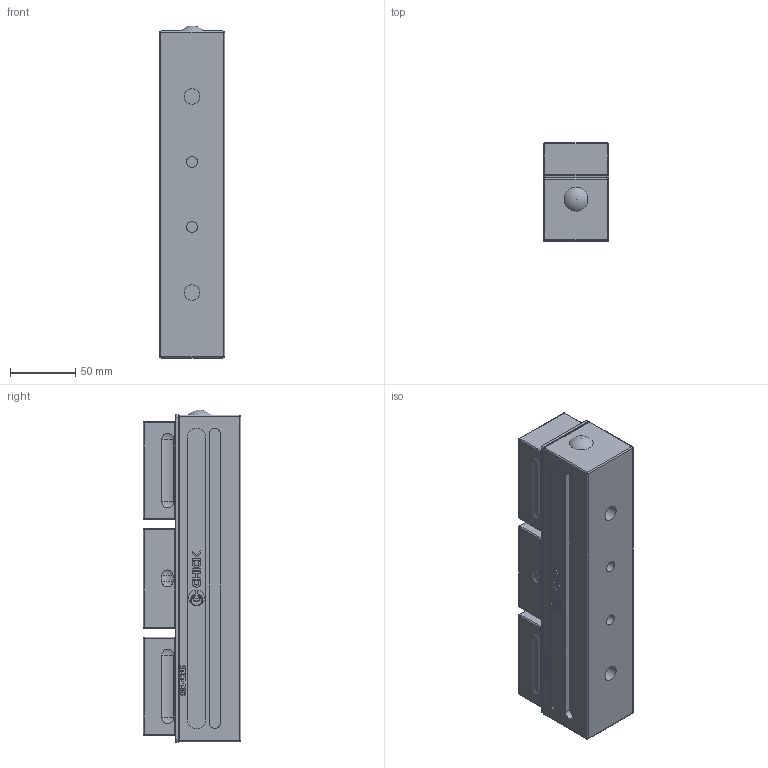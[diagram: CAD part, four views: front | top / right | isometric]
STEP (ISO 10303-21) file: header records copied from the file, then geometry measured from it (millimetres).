
FILE_DESCRIPTION((''),'2;1');
FILE_NAME('081-1205.stp','2015-03-12T12:37:03',('Dayne Stauffer'),(''),'Autodesk Inventor 2013','Autodesk Inventor 2013','');
FILE_SCHEMA(('AUTOMOTIVE_DESIGN { 1 0 10303 214 1 1 1 1 }'));
Length unit declared in the file: millimetre
Products named in the file (6): 081-1205; 5BAS0525-AL; 5CP0525-ST; 080-2505; 080-2553; 080-2511
Assembly tree (6 placements, depth 3):
  081-1205
    5BAS0525-AL
    5CP0525-ST
    080-2505
      080-2553
      080-2511  x2
Bounding box: 50.4 x 75 x 254.2 mm (x, y, z)
Volume: 727471.6 mm3; surface area: 146836.4 mm2
Topology: 5 solids, 11 shells, 788 faces, 1959 edges, 1252 vertices
Faces by surface type: plane 371, bspline 192, cylinder 150, sphere 45, torus 20, cone 10
Full cylindrical faces by diameter (mm): 4.134 x6, 5.2 x2, 8.5 x2, 9.14 x2, 9.65 x4, 10 x8, 12.03 x2, 12.7 x6, 14 x8
Entity records: 23394 total; most frequent: CARTESIAN_POINT 6769, ORIENTED_EDGE 3494, DIRECTION 2786, EDGE_CURVE 1747, VERTEX_POINT 1173, VECTOR 1062, LINE 1062, EDGE_LOOP 916
